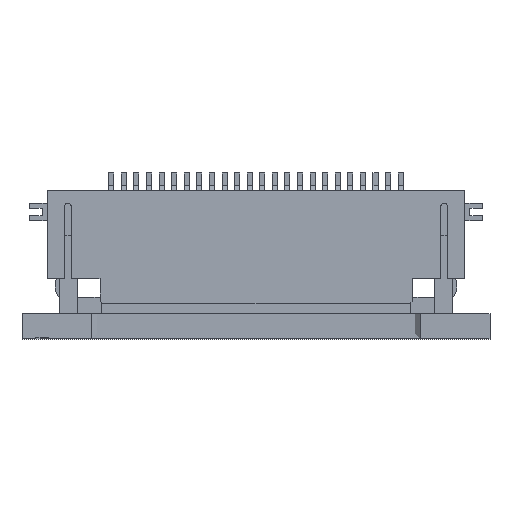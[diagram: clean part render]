
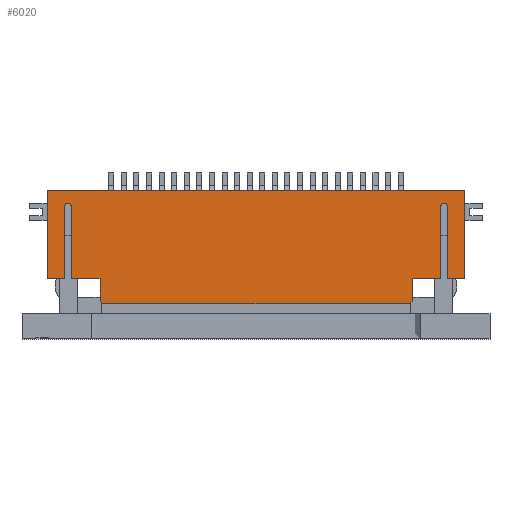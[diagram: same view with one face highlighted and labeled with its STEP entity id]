
A CAD part, top view. The second image highlights one B-rep face of the part: STEP entity #6020.
In plain terms, the highlighted planar face has unit normal (0, 0, 1).
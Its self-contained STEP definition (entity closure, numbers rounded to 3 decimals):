
#32 = VERTEX_POINT('',#33);
#33 = CARTESIAN_POINT('',(8.3,-0.525,2.05));
#39 = EDGE_CURVE('',#32,#40,#42,.T.);
#40 = VERTEX_POINT('',#41);
#41 = CARTESIAN_POINT('',(-8.3,-0.525,2.05));
#42 = LINE('',#43,#44);
#43 = CARTESIAN_POINT('',(8.3,-0.525,2.05));
#44 = VECTOR('',#45,1.);
#45 = DIRECTION('',(-1.,0.,0.));
#118 = EDGE_CURVE('',#40,#119,#121,.T.);
#119 = VERTEX_POINT('',#120);
#120 = CARTESIAN_POINT('',(-8.3,-4.025,2.05));
#121 = LINE('',#122,#123);
#122 = CARTESIAN_POINT('',(-8.3,-0.525,2.05));
#123 = VECTOR('',#124,1.);
#124 = DIRECTION('',(0.,-1.,0.));
#351 = VERTEX_POINT('',#352);
#352 = CARTESIAN_POINT('',(7.6,-4.025,2.05));
#360 = EDGE_CURVE('',#361,#351,#363,.T.);
#361 = VERTEX_POINT('',#362);
#362 = CARTESIAN_POINT('',(8.3,-4.025,2.05));
#363 = LINE('',#364,#365);
#364 = CARTESIAN_POINT('',(8.3,-4.025,2.05));
#365 = VECTOR('',#366,1.);
#366 = DIRECTION('',(-1.,0.,0.));
#415 = EDGE_CURVE('',#416,#119,#418,.T.);
#416 = VERTEX_POINT('',#417);
#417 = CARTESIAN_POINT('',(-7.6,-4.025,2.05));
#418 = LINE('',#419,#420);
#419 = CARTESIAN_POINT('',(-7.6,-4.025,2.05));
#420 = VECTOR('',#421,1.);
#421 = DIRECTION('',(-1.,0.,0.));
#519 = VERTEX_POINT('',#520);
#520 = CARTESIAN_POINT('',(6.2,-4.025,2.05));
#526 = EDGE_CURVE('',#527,#519,#529,.T.);
#527 = VERTEX_POINT('',#528);
#528 = CARTESIAN_POINT('',(7.35,-4.025,2.05));
#529 = LINE('',#530,#531);
#530 = CARTESIAN_POINT('',(7.35,-4.025,2.05));
#531 = VECTOR('',#532,1.);
#532 = DIRECTION('',(-1.,0.,0.));
#575 = VERTEX_POINT('',#576);
#576 = CARTESIAN_POINT('',(-7.35,-4.025,2.05));
#582 = EDGE_CURVE('',#583,#575,#585,.T.);
#583 = VERTEX_POINT('',#584);
#584 = CARTESIAN_POINT('',(-6.2,-4.025,2.05));
#585 = LINE('',#586,#587);
#586 = CARTESIAN_POINT('',(-6.2,-4.025,2.05));
#587 = VECTOR('',#588,1.);
#588 = DIRECTION('',(-1.,0.,0.));
#622 = VERTEX_POINT('',#623);
#623 = CARTESIAN_POINT('',(7.6,-1.15,2.05));
#629 = EDGE_CURVE('',#351,#622,#630,.T.);
#630 = LINE('',#631,#632);
#631 = CARTESIAN_POINT('',(7.6,-4.025,2.05));
#632 = VECTOR('',#633,1.);
#633 = DIRECTION('',(0.,1.,0.));
#5336 = EDGE_CURVE('',#32,#361,#5337,.T.);
#5337 = LINE('',#5338,#5339);
#5338 = CARTESIAN_POINT('',(8.3,-0.525,2.05));
#5339 = VECTOR('',#5340,1.);
#5340 = DIRECTION('',(0.,-1.,0.));
#6020 = ADVANCED_FACE('',(#6021),#6107,.T.);
#6021 = FACE_BOUND('',#6022,.F.);
#6022 = EDGE_LOOP('',(#6023,#6024,#6033,#6039,#6040,#6048,#6056,#6064,
    #6072,#6078,#6079,#6087,#6096,#6102,#6103,#6104,#6105,#6106));
#6023 = ORIENTED_EDGE('',*,*,#629,.T.);
#6024 = ORIENTED_EDGE('',*,*,#6025,.T.);
#6025 = EDGE_CURVE('',#622,#6026,#6028,.T.);
#6026 = VERTEX_POINT('',#6027);
#6027 = CARTESIAN_POINT('',(7.35,-1.15,2.05));
#6028 = CIRCLE('',#6029,0.125);
#6029 = AXIS2_PLACEMENT_3D('',#6030,#6031,#6032);
#6030 = CARTESIAN_POINT('',(7.475,-1.15,2.05));
#6031 = DIRECTION('',(0.,0.,1.));
#6032 = DIRECTION('',(1.,0.,0.));
#6033 = ORIENTED_EDGE('',*,*,#6034,.T.);
#6034 = EDGE_CURVE('',#6026,#527,#6035,.T.);
#6035 = LINE('',#6036,#6037);
#6036 = CARTESIAN_POINT('',(7.35,-1.15,2.05));
#6037 = VECTOR('',#6038,1.);
#6038 = DIRECTION('',(0.,-1.,0.));
#6039 = ORIENTED_EDGE('',*,*,#526,.T.);
#6040 = ORIENTED_EDGE('',*,*,#6041,.T.);
#6041 = EDGE_CURVE('',#519,#6042,#6044,.T.);
#6042 = VERTEX_POINT('',#6043);
#6043 = CARTESIAN_POINT('',(6.2,-4.925,2.05));
#6044 = LINE('',#6045,#6046);
#6045 = CARTESIAN_POINT('',(6.2,-4.025,2.05));
#6046 = VECTOR('',#6047,1.);
#6047 = DIRECTION('',(0.,-1.,0.));
#6048 = ORIENTED_EDGE('',*,*,#6049,.T.);
#6049 = EDGE_CURVE('',#6042,#6050,#6052,.T.);
#6050 = VERTEX_POINT('',#6051);
#6051 = CARTESIAN_POINT('',(6.1,-5.025,2.05));
#6052 = LINE('',#6053,#6054);
#6053 = CARTESIAN_POINT('',(6.2,-4.925,2.05));
#6054 = VECTOR('',#6055,1.);
#6055 = DIRECTION('',(-0.707,-0.707,0.
    ));
#6056 = ORIENTED_EDGE('',*,*,#6057,.F.);
#6057 = EDGE_CURVE('',#6058,#6050,#6060,.T.);
#6058 = VERTEX_POINT('',#6059);
#6059 = CARTESIAN_POINT('',(-6.1,-5.025,2.05));
#6060 = LINE('',#6061,#6062);
#6061 = CARTESIAN_POINT('',(-6.1,-5.025,2.05));
#6062 = VECTOR('',#6063,1.);
#6063 = DIRECTION('',(1.,0.,0.));
#6064 = ORIENTED_EDGE('',*,*,#6065,.F.);
#6065 = EDGE_CURVE('',#6066,#6058,#6068,.T.);
#6066 = VERTEX_POINT('',#6067);
#6067 = CARTESIAN_POINT('',(-6.2,-4.925,2.05));
#6068 = LINE('',#6069,#6070);
#6069 = CARTESIAN_POINT('',(-6.2,-4.925,2.05));
#6070 = VECTOR('',#6071,1.);
#6071 = DIRECTION('',(0.707,-0.707,0.)
  );
#6072 = ORIENTED_EDGE('',*,*,#6073,.F.);
#6073 = EDGE_CURVE('',#583,#6066,#6074,.T.);
#6074 = LINE('',#6075,#6076);
#6075 = CARTESIAN_POINT('',(-6.2,-4.025,2.05));
#6076 = VECTOR('',#6077,1.);
#6077 = DIRECTION('',(0.,-1.,0.));
#6078 = ORIENTED_EDGE('',*,*,#582,.T.);
#6079 = ORIENTED_EDGE('',*,*,#6080,.T.);
#6080 = EDGE_CURVE('',#575,#6081,#6083,.T.);
#6081 = VERTEX_POINT('',#6082);
#6082 = CARTESIAN_POINT('',(-7.35,-1.15,2.05));
#6083 = LINE('',#6084,#6085);
#6084 = CARTESIAN_POINT('',(-7.35,-4.025,2.05));
#6085 = VECTOR('',#6086,1.);
#6086 = DIRECTION('',(0.,1.,0.));
#6087 = ORIENTED_EDGE('',*,*,#6088,.T.);
#6088 = EDGE_CURVE('',#6081,#6089,#6091,.T.);
#6089 = VERTEX_POINT('',#6090);
#6090 = CARTESIAN_POINT('',(-7.6,-1.15,2.05));
#6091 = CIRCLE('',#6092,0.125);
#6092 = AXIS2_PLACEMENT_3D('',#6093,#6094,#6095);
#6093 = CARTESIAN_POINT('',(-7.475,-1.15,2.05));
#6094 = DIRECTION('',(0.,0.,1.));
#6095 = DIRECTION('',(1.,0.,0.));
#6096 = ORIENTED_EDGE('',*,*,#6097,.T.);
#6097 = EDGE_CURVE('',#6089,#416,#6098,.T.);
#6098 = LINE('',#6099,#6100);
#6099 = CARTESIAN_POINT('',(-7.6,-1.15,2.05));
#6100 = VECTOR('',#6101,1.);
#6101 = DIRECTION('',(0.,-1.,0.));
#6102 = ORIENTED_EDGE('',*,*,#415,.T.);
#6103 = ORIENTED_EDGE('',*,*,#118,.F.);
#6104 = ORIENTED_EDGE('',*,*,#39,.F.);
#6105 = ORIENTED_EDGE('',*,*,#5336,.T.);
#6106 = ORIENTED_EDGE('',*,*,#360,.T.);
#6107 = PLANE('',#6108);
#6108 = AXIS2_PLACEMENT_3D('',#6109,#6110,#6111);
#6109 = CARTESIAN_POINT('',(8.3,-0.525,2.05));
#6110 = DIRECTION('',(0.,0.,1.));
#6111 = DIRECTION('',(-1.,0.,0.));
